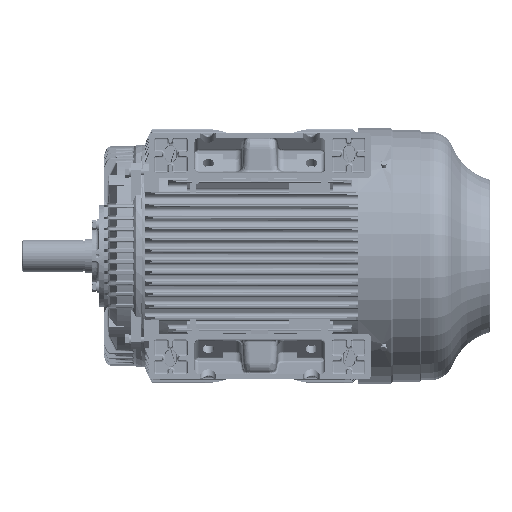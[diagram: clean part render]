
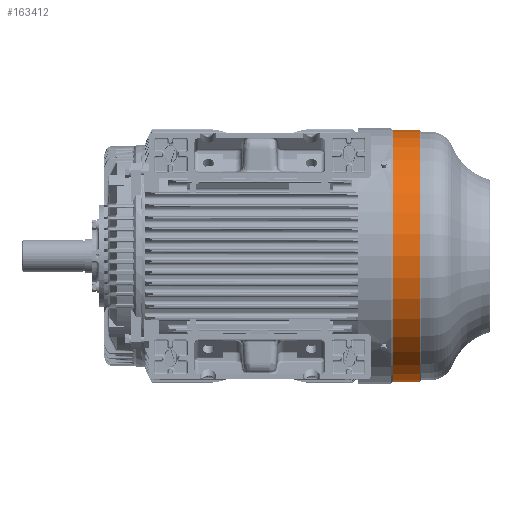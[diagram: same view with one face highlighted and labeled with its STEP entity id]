
A CAD part, front view. The second image highlights one B-rep face of the part: STEP entity #163412.
In plain terms, the highlighted cylindrical face has radius 219.5 mm (diameter 439 mm), a partial arc.
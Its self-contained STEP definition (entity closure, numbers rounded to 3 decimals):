
#80717 = EDGE_CURVE ( 'NONE', #342086, #342087, #98318, .T. ) ;
#80726 = EDGE_CURVE ( 'NONE', #342085, #342088, #98327, .T. ) ;
#98318 = LINE ( 'NONE', #98319, #99189 ) ;
#98319 = CARTESIAN_POINT ( 'NONE',  ( 159.5, 0., 219.5 ) ) ;
#98320 = DIRECTION ( 'NONE',  ( 1., 0., 0. ) ) ;
#98327 = LINE ( 'NONE', #98328, #99193 ) ;
#98328 = CARTESIAN_POINT ( 'NONE',  ( 159.5, 0., -219.5 ) ) ;
#98329 = DIRECTION ( 'NONE',  ( 1., 0., 0. ) ) ;
#99189 = VECTOR ( 'NONE', #98320, 1000. ) ;
#99193 = VECTOR ( 'NONE', #98329, 1000. ) ;
#117353 = EDGE_LOOP ( 'NONE', ( #118791, #118792, #118793, #118790 ) ) ;
#118790 = ORIENTED_EDGE ( 'NONE', *, *, #162907, .T. ) ;
#118791 = ORIENTED_EDGE ( 'NONE', *, *, #80717, .F. ) ;
#118792 = ORIENTED_EDGE ( 'NONE', *, *, #162906, .T. ) ;
#118793 = ORIENTED_EDGE ( 'NONE', *, *, #80726, .T. ) ;
#162906 = EDGE_CURVE ( 'NONE', #342086, #342085, #246971, .T. ) ;
#162907 = EDGE_CURVE ( 'NONE', #342088, #342087, #246974, .T. ) ;
#163412 = ADVANCED_FACE ( 'NONE', ( #336106 ), #336135, .T. ) ;
#165698 = CARTESIAN_POINT ( 'NONE',  ( 231.621, 0., -219.5 ) ) ;
#165701 = CARTESIAN_POINT ( 'NONE',  ( 231.621, 0., 219.5 ) ) ;
#165704 = CARTESIAN_POINT ( 'NONE',  ( 278.621, 0., 219.5 ) ) ;
#165708 = CARTESIAN_POINT ( 'NONE',  ( 278.621, 0., -219.5 ) ) ;
#246971 = CIRCLE ( 'NONE', #302054, 219.5 ) ;
#246974 = CIRCLE ( 'NONE', #302052, 219.5 ) ;
#302052 = AXIS2_PLACEMENT_3D ( 'NONE', #330107, #330109, #330111 ) ;
#302054 = AXIS2_PLACEMENT_3D ( 'NONE', #330099, #330101, #330104 ) ;
#330099 = CARTESIAN_POINT ( 'NONE',  ( 231.621, 0., 0. ) ) ;
#330101 = DIRECTION ( 'NONE',  ( 1., 0., 0. ) ) ;
#330104 = DIRECTION ( 'NONE',  ( 0., 0., -1. ) ) ;
#330107 = CARTESIAN_POINT ( 'NONE',  ( 278.621, 0., 0. ) ) ;
#330109 = DIRECTION ( 'NONE',  ( -1., 0., 0. ) ) ;
#330111 = DIRECTION ( 'NONE',  ( 0., 0., -1. ) ) ;
#336106 = FACE_OUTER_BOUND ( 'NONE', #117353, .T. ) ;
#336135 = CYLINDRICAL_SURFACE ( 'NONE', #336141, 219.5 ) ;
#336141 = AXIS2_PLACEMENT_3D ( 'NONE', #351019, #351036, #351040 ) ;
#342085 = VERTEX_POINT ( 'NONE', #165698 ) ;
#342086 = VERTEX_POINT ( 'NONE', #165701 ) ;
#342087 = VERTEX_POINT ( 'NONE', #165704 ) ;
#342088 = VERTEX_POINT ( 'NONE', #165708 ) ;
#351019 = CARTESIAN_POINT ( 'NONE',  ( 159.5, 0., 0. ) ) ;
#351036 = DIRECTION ( 'NONE',  ( 1., 0., 0. ) ) ;
#351040 = DIRECTION ( 'NONE',  ( 0., 0., -1. ) ) ;
